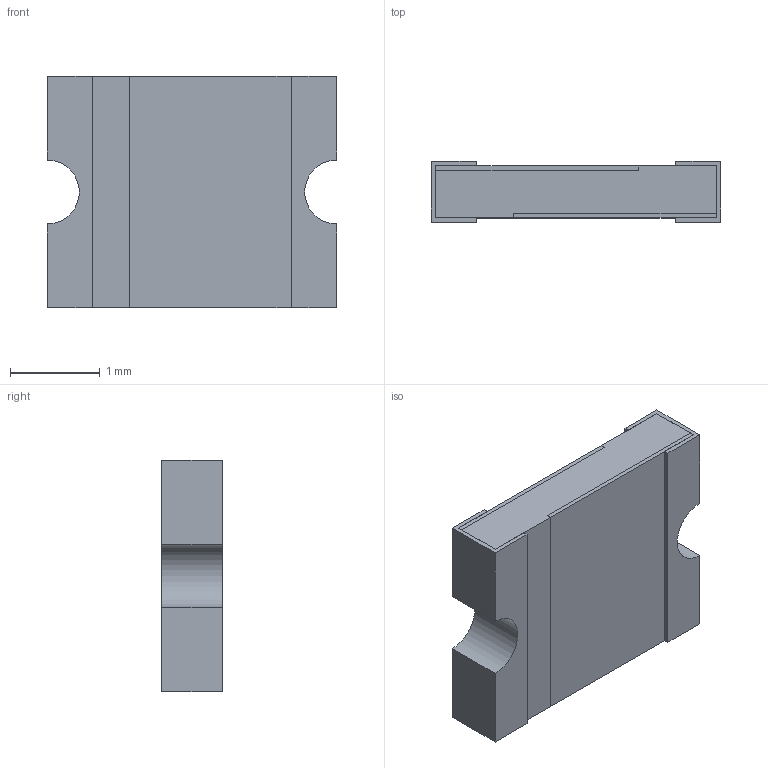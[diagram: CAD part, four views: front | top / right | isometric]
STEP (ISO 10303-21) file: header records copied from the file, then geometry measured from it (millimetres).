
FILE_DESCRIPTION (( 'STEP AP214' ), '1' );
FILE_NAME ('ALSRobot-Fuse1210.STEP', '2018-12-19T23:07:15', ( '' ), ( '' ), 'SwSTEP 2.0', 'SolidWorks 2018', '' );
FILE_SCHEMA (( 'AUTOMOTIVE_DESIGN' ));
Length unit declared in the file: millimetre
Products named in the file (1): ALSRobot-Fuse1210
Bounding box: 3.21 x 0.68 x 2.58 mm (x, y, z)
Volume: 4.8 mm3; surface area: 61.3 mm2
Topology: 5 solids, 5 shells, 58 faces, 144 edges, 96 vertices
Faces by surface type: plane 50, cylinder 8
Entity records: 1774 total; most frequent: CARTESIAN_POINT 299, ORIENTED_EDGE 288, DIRECTION 278, EDGE_CURVE 144, LINE 128, VECTOR 128, VERTEX_POINT 96, AXIS2_PLACEMENT_3D 75
